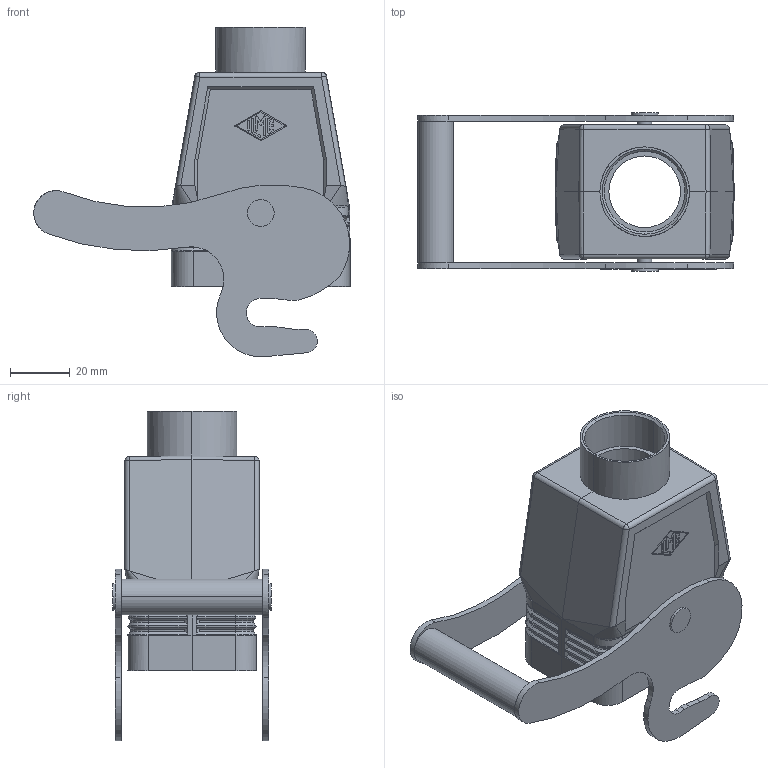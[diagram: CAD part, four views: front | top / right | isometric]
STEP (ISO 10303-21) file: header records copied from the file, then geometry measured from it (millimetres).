
FILE_DESCRIPTION(('Creo Elements/Direct Modeling STEP Export'),'2;1');
FILE_NAME('0ln7tug4j0l7c562548','2018-06-01T10:29:33',(''),(''),'PTC Creo Elements/Direct Modeling STEP processor for AP214 (Solid Model)','PTC Creo Elements/Direct Modeling 19.0E 27-Jun-2016 (C) Parametric Technology GmbH','');
FILE_SCHEMA(('AUTOMOTIVE_DESIGN { 1 0 10303 214 1 1 1 1 }'));
Length unit declared in the file: millimetre
Products named in the file (2): CAV_06_YX21
Assembly tree (1 placements, depth 2):
  CAV_06_YX21
    CAV_06_YX21
Bounding box: 106 x 53.2 x 110.36 mm (x, y, z)
Volume: 78539.8 mm3; surface area: 45466.5 mm2
Topology: 1 solids, 1 shells, 440 faces, 1098 edges, 655 vertices
Faces by surface type: plane 172, cylinder 146, bspline 88, torus 28, sphere 4, cone 2
Entity records: 21036 total; most frequent: CARTESIAN_POINT 11211, ORIENTED_EDGE 2180, DIRECTION 1907, EDGE_CURVE 1090, AXIS2_PLACEMENT_3D 683, VERTEX_POINT 655, VECTOR 541, LINE 541
